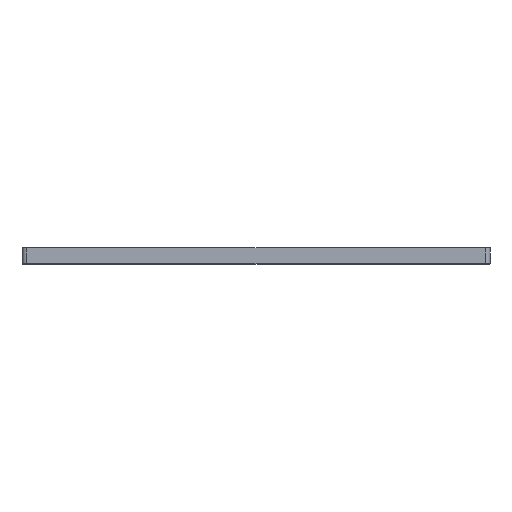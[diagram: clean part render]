
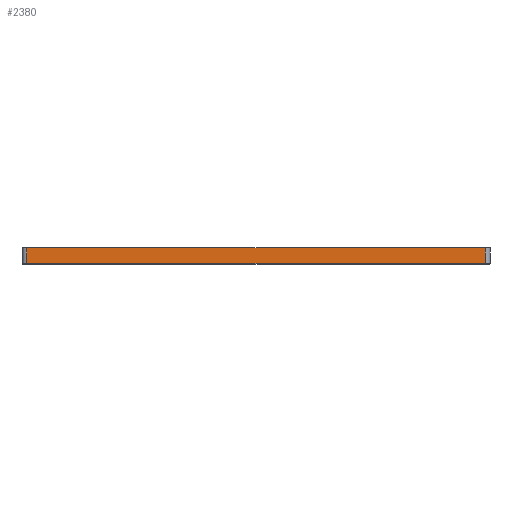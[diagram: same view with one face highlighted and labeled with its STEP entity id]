
A CAD part, top view. The second image highlights one B-rep face of the part: STEP entity #2380.
In plain terms, the highlighted planar face has unit normal (0, 0, 1).
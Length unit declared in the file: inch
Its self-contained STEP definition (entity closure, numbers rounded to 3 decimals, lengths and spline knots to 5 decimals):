
#67 = CARTESIAN_POINT ( 'NONE',  ( -3.71063, 0., 3.78937 ) ) ;
#102 = VERTEX_POINT ( 'NONE', #2372 ) ;
#189 = FACE_OUTER_BOUND ( 'NONE', #1746, .T. ) ;
#248 = VECTOR ( 'NONE', #648, 39.37008 ) ;
#307 = EDGE_CURVE ( 'NONE', #102, #1617, #2381, .T. ) ;
#382 = DIRECTION ( 'NONE',  ( -1., 0., 0. ) ) ;
#393 = ORIENTED_EDGE ( 'NONE', *, *, #1037, .F. ) ;
#401 = ORIENTED_EDGE ( 'NONE', *, *, #862, .T. ) ;
#498 = AXIS2_PLACEMENT_3D ( 'NONE', #569, #2036, #382 ) ;
#534 = CARTESIAN_POINT ( 'NONE',  ( 3.71063, 0.25, 3.78937 ) ) ;
#569 = CARTESIAN_POINT ( 'NONE',  ( 3.78937, 0.25, 3.78937 ) ) ;
#609 = CARTESIAN_POINT ( 'NONE',  ( 3.78937, 0.25, 3.78937 ) ) ;
#648 = DIRECTION ( 'NONE',  ( 1., 0., 0. ) ) ;
#710 = CARTESIAN_POINT ( 'NONE',  ( 3.71063, 0., 3.78937 ) ) ;
#831 = LINE ( 'NONE', #2300, #248 ) ;
#862 = EDGE_CURVE ( 'NONE', #1617, #946, #831, .T. ) ;
#921 = LINE ( 'NONE', #1834, #1616 ) ;
#937 = PLANE ( 'NONE',  #498 ) ;
#943 = CARTESIAN_POINT ( 'NONE',  ( -3.71063, 0.25, 3.78937 ) ) ;
#946 = VERTEX_POINT ( 'NONE', #710 ) ;
#1037 = EDGE_CURVE ( 'NONE', #102, #1374, #1156, .T. ) ;
#1156 = LINE ( 'NONE', #609, #2067 ) ;
#1168 = DIRECTION ( 'NONE',  ( 1., 0., 0. ) ) ;
#1327 = VECTOR ( 'NONE', #1896, 39.37008 ) ;
#1374 = VERTEX_POINT ( 'NONE', #534 ) ;
#1439 = DIRECTION ( 'NONE',  ( 0., 1., 0. ) ) ;
#1616 = VECTOR ( 'NONE', #1439, 39.37008 ) ;
#1617 = VERTEX_POINT ( 'NONE', #67 ) ;
#1679 = EDGE_CURVE ( 'NONE', #946, #1374, #921, .T. ) ;
#1746 = EDGE_LOOP ( 'NONE', ( #401, #2052, #393, #2315 ) ) ;
#1834 = CARTESIAN_POINT ( 'NONE',  ( 3.71063, 0.25, 3.78937 ) ) ;
#1896 = DIRECTION ( 'NONE',  ( 0., -1., 0. ) ) ;
#2036 = DIRECTION ( 'NONE',  ( 0., 0., -1. ) ) ;
#2052 = ORIENTED_EDGE ( 'NONE', *, *, #1679, .T. ) ;
#2067 = VECTOR ( 'NONE', #1168, 39.37008 ) ;
#2300 = CARTESIAN_POINT ( 'NONE',  ( 3.78937, 0., 3.78937 ) ) ;
#2315 = ORIENTED_EDGE ( 'NONE', *, *, #307, .T. ) ;
#2372 = CARTESIAN_POINT ( 'NONE',  ( -3.71063, 0.25, 3.78937 ) ) ;
#2380 = ADVANCED_FACE ( 'NONE', ( #189 ), #937, .F. ) ;
#2381 = LINE ( 'NONE', #943, #1327 ) ;
